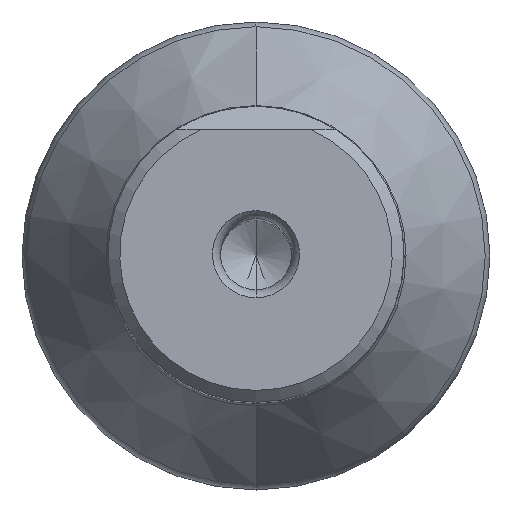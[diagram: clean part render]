
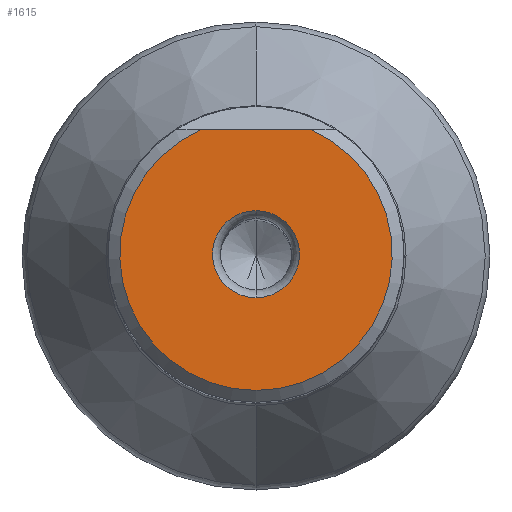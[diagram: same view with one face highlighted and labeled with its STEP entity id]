
A CAD part, top view. The second image highlights one B-rep face of the part: STEP entity #1615.
In plain terms, the highlighted face is planar.
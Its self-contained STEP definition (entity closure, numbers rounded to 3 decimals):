
#733=CARTESIAN_POINT('',(0.,0.,0.));
#734=DIRECTION('',(0.,0.,-1.));
#735=DIRECTION('',(0.408,0.913,0.));
#736=AXIS2_PLACEMENT_3D('',#733,#734,#735);
#761=DIRECTION('',(-1.,0.,0.));
#762=VECTOR('',#761,9.381);
#763=CARTESIAN_POINT('',(4.69,10.5,0.));
#764=LINE('',#763,#762);
#768=CARTESIAN_POINT('',(0.,0.,0.));
#769=DIRECTION('',(0.,0.,1.));
#770=DIRECTION('',(0.,1.,0.));
#771=AXIS2_PLACEMENT_3D('',#768,#769,#770);
#776=CARTESIAN_POINT('',(0.,0.,0.));
#777=DIRECTION('',(0.,0.,1.));
#778=DIRECTION('',(0.,-1.,0.));
#779=AXIS2_PLACEMENT_3D('',#776,#777,#778);
#947=CARTESIAN_POINT('',(4.69,10.5,0.));
#948=CARTESIAN_POINT('',(-4.69,10.5,0.));
#949=VERTEX_POINT('',#947);
#950=VERTEX_POINT('',#948);
#974=CARTESIAN_POINT('',(0.,3.677,0.));
#975=CARTESIAN_POINT('',(0.,-3.677,0.));
#976=VERTEX_POINT('',#974);
#977=VERTEX_POINT('',#975);
#1599=CARTESIAN_POINT('',(0.,0.,0.));
#1600=DIRECTION('',(0.,0.,-1.));
#1601=DIRECTION('',(0.,-1.,0.));
#1602=AXIS2_PLACEMENT_3D('',#1599,#1600,#1601);
#1603=PLANE('',#1602);
#1605=ORIENTED_EDGE('',*,*,#1604,.T.);
#1606=ORIENTED_EDGE('',*,*,#1588,.F.);
#1607=EDGE_LOOP('',(#1605,#1606));
#1608=FACE_OUTER_BOUND('',#1607,.F.);
#1610=ORIENTED_EDGE('',*,*,#1609,.F.);
#1612=ORIENTED_EDGE('',*,*,#1611,.F.);
#1613=EDGE_LOOP('',(#1610,#1612));
#1614=FACE_BOUND('',#1613,.F.);
#1615=ADVANCED_FACE('',(#1608,#1614),#1603,.T.);
#737=CIRCLE('',#736,11.5);
#772=CIRCLE('',#771,3.677);
#780=CIRCLE('',#779,3.677);
#1588=EDGE_CURVE('',#949,#950,#737,.T.);
#1604=EDGE_CURVE('',#949,#950,#764,.T.);
#1609=EDGE_CURVE('',#976,#977,#772,.T.);
#1611=EDGE_CURVE('',#977,#976,#780,.T.);
